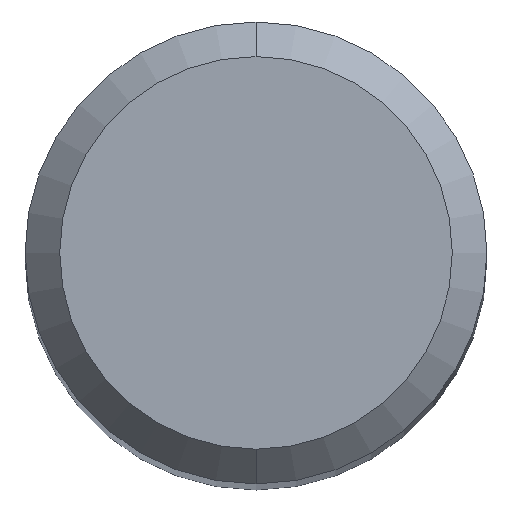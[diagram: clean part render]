
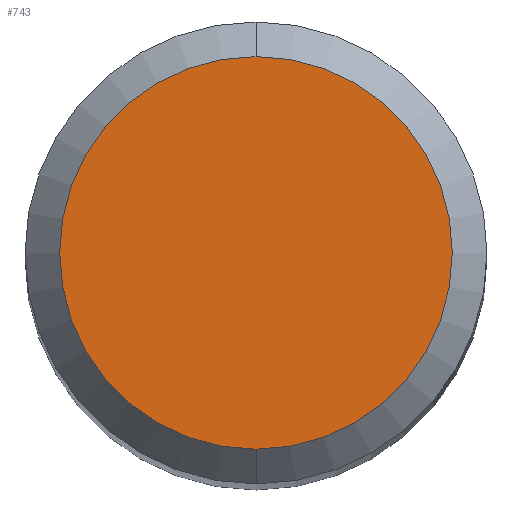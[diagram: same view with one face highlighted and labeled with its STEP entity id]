
A CAD part, top view. The second image highlights one B-rep face of the part: STEP entity #743.
In plain terms, the highlighted planar face has unit normal (0, 0, 1).
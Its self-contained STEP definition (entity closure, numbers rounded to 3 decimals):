
#663=EDGE_CURVE('',#1031,#1111,#1494,.T.);
#743=ADVANCED_FACE('',(#1583),#1584,.T.);
#949=EDGE_CURVE('',#1111,#1031,#1802,.T.);
#1031=VERTEX_POINT('',#1890);
#1111=VERTEX_POINT('',#1977);
#1494=CIRCLE('',#3432,1.7);
#1583=FACE_OUTER_BOUND('',#3984,.T.);
#1584=PLANE('',#3985);
#1802=CIRCLE('',#4666,1.7);
#1890=CARTESIAN_POINT('',(0.0,1.7,0.0));
#1977=CARTESIAN_POINT('',(0.,-1.7,0.0));
#3432=AXIS2_PLACEMENT_3D('',#5793,#5794,#5795);
#3984=EDGE_LOOP('',(#5875,#5876));
#3985=AXIS2_PLACEMENT_3D('',#5877,#5878,#5879);
#4666=AXIS2_PLACEMENT_3D('',#6068,#6069,#6070);
#5793=CARTESIAN_POINT('',(0.0,0.0,0.0));
#5794=DIRECTION('',(0.0,0.0,-1.0));
#5795=DIRECTION('',(0.0,1.0,0.0));
#5875=ORIENTED_EDGE('',*,*,#663,.F.);
#5876=ORIENTED_EDGE('',*,*,#949,.F.);
#5877=CARTESIAN_POINT('',(0.0,0.85,0.0));
#5878=DIRECTION('',(-0.0,0.0,1.0));
#5879=DIRECTION('',(0.0,-1.0,0.0));
#6068=CARTESIAN_POINT('',(0.0,0.0,0.0));
#6069=DIRECTION('',(0.0,0.0,-1.0));
#6070=DIRECTION('',(0.0,1.0,0.0));
